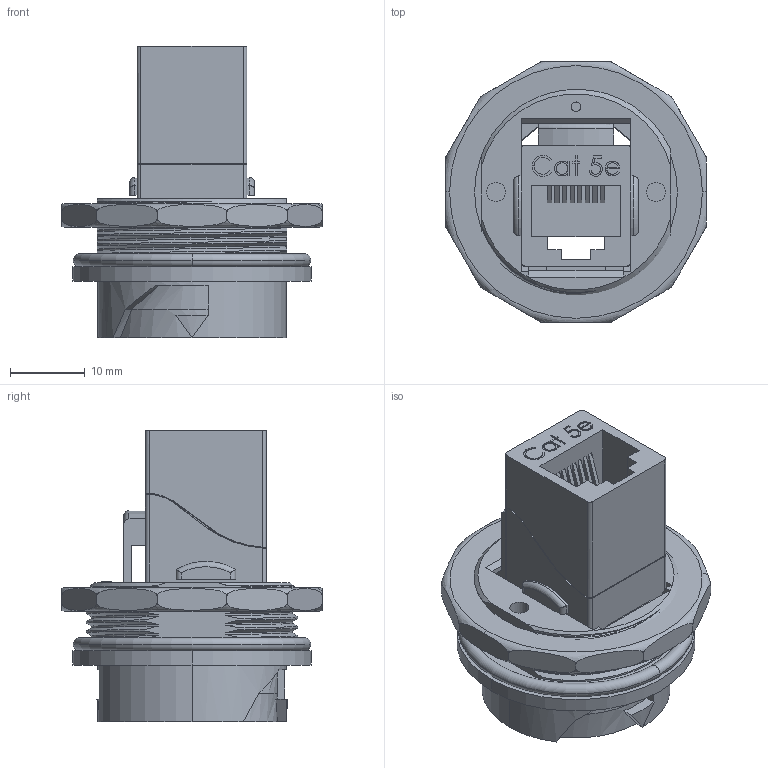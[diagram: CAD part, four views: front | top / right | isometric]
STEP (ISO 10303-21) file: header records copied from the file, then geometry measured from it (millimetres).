
FILE_DESCRIPTION (( 'STEP AP203' ), '1' );
FILE_NAME ('WT67KC5FM.STEP', '2013-10-31T19:14:16', ( 'x' ), ( '' ), 'SwSTEP 2.0', 'SolidWorks 2012', '' );
FILE_SCHEMA (( 'CONFIG_CONTROL_DESIGN' ));
Length unit declared in the file: inch
Products named in the file (5): WT67KC5FM; TDG1026KC5_no label; 1AA13-050; 1AA13-049; 1AA10-033_-01
Assembly tree (4 placements, depth 2):
  WT67KC5FM
    1AA10-033_-01
    1AA13-049
    1AA13-050
    TDG1026KC5_no label
Bounding box: 34.92 x 34.92 x 39.1 mm (x, y, z)
Volume: 11515.6 mm3; surface area: 10143.5 mm2
Topology: 4 solids, 4 shells, 444 faces, 1211 edges, 798 vertices
Faces by surface type: plane 260, bspline 128, cylinder 38, torus 12, cone 6
Entity records: 45092 total; most frequent: CARTESIAN_POINT 34310, ORIENTED_EDGE 2422, DIRECTION 1624, EDGE_CURVE 1211, VERTEX_POINT 798, LINE 768, VECTOR 768, EDGE_LOOP 507
